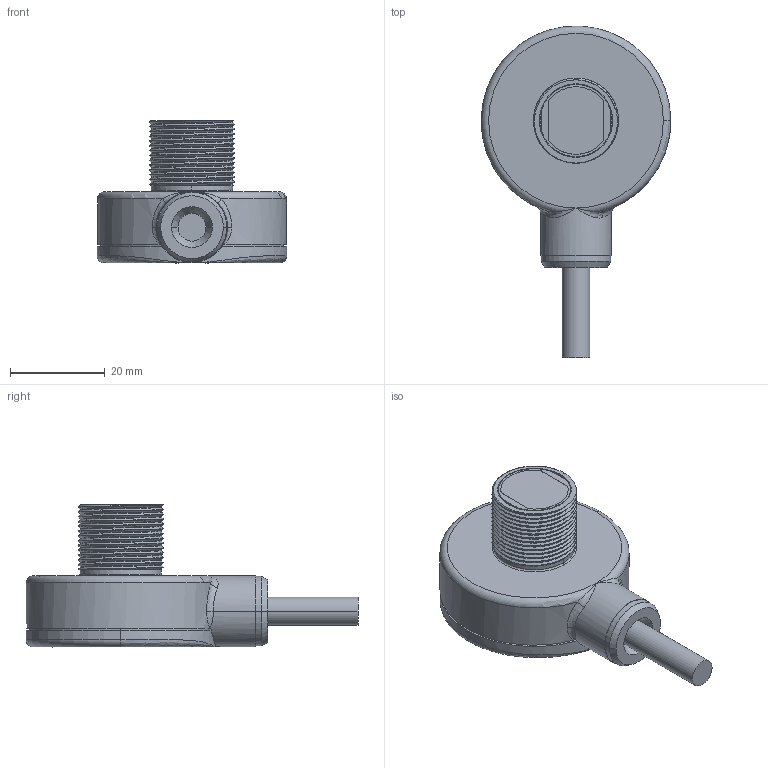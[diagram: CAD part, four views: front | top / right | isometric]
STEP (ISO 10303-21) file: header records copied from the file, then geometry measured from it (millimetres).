
FILE_DESCRIPTION((''),'2;1');
FILE_NAME('155318_SW','2010-12-03T',('banengservice'),('BANNER ENGINEERING'),'PRO/ENGINEER BY PARAMETRIC TECHNOLOGY CORPORATION, 2009141','PRO/ENGINEER BY PARAMETRIC TECHNOLOGY CORPORATION, 2009141','');
FILE_SCHEMA(('CONFIG_CONTROL_DESIGN'));
Length unit declared in the file: inch
Products named in the file (1): 155318_SW
Bounding box: 40.08 x 70.21 x 30.09 mm (x, y, z)
Volume: 10565.3 mm3; surface area: 16066.3 mm2
Topology: 3 solids, 4 shells, 404 faces, 987 edges, 628 vertices
Faces by surface type: plane 190, cylinder 141, bspline 28, torus 21, cone 18, sphere 6
Entity records: 22866 total; most frequent: CARTESIAN_POINT 13434, ORIENTED_EDGE 1962, DIRECTION 1893, EDGE_CURVE 981, AXIS2_PLACEMENT_3D 671, VERTEX_POINT 628, VECTOR 551, LINE 551
